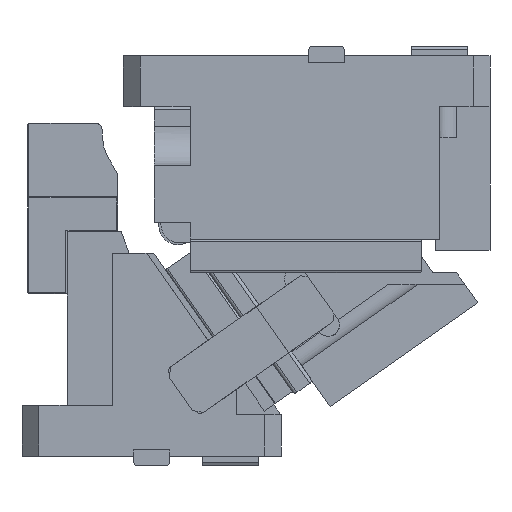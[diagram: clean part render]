
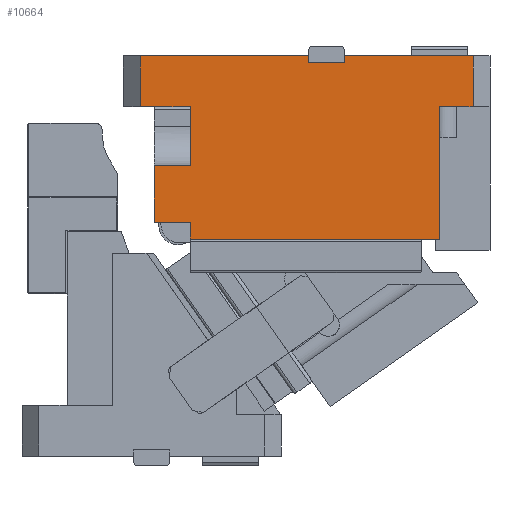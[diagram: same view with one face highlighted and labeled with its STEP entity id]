
A CAD part, front view. The second image highlights one B-rep face of the part: STEP entity #10664.
In plain terms, the highlighted planar face has unit normal (0, -1, 0).
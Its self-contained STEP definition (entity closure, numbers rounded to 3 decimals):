
#9210=CARTESIAN_POINT('Vertex',(149.256,-45.,207.508)) ;
#9213=CARTESIAN_POINT('Line Origine',(133.256,-45.,207.508)) ;
#9217=CARTESIAN_POINT('Vertex',(117.256,-45.,207.508)) ;
#10530=CARTESIAN_POINT('Vertex',(149.256,-45.,192.508)) ;
#10533=CARTESIAN_POINT('Line Origine',(149.256,-45.,200.008)) ;
#10545=CARTESIAN_POINT('Axis2P3D Location',(252.5,-45.,273.754)) ;
#10550=CARTESIAN_POINT('Line Origine',(400.,-45.,332.5)) ;
#10554=CARTESIAN_POINT('Vertex',(400.,-45.,355.)) ;
#10556=CARTESIAN_POINT('Vertex',(400.,-45.,310.)) ;
#10559=CARTESIAN_POINT('Line Origine',(343.,-45.,355.)) ;
#10563=CARTESIAN_POINT('Vertex',(286.,-45.,355.)) ;
#10566=CARTESIAN_POINT('Line Origine',(286.,-45.,352.25)) ;
#10570=CARTESIAN_POINT('Vertex',(286.,-45.,349.5)) ;
#10573=CARTESIAN_POINT('Line Origine',(270.,-45.,349.5)) ;
#10577=CARTESIAN_POINT('Vertex',(254.,-45.,349.5)) ;
#10580=CARTESIAN_POINT('Line Origine',(254.,-45.,352.25)) ;
#10584=CARTESIAN_POINT('Vertex',(254.,-45.,355.)) ;
#10587=CARTESIAN_POINT('Line Origine',(179.5,-45.,355.)) ;
#10591=CARTESIAN_POINT('Vertex',(105.,-45.,355.)) ;
#10594=CARTESIAN_POINT('Line Origine',(105.,-45.,332.5)) ;
#10598=CARTESIAN_POINT('Vertex',(105.,-45.,310.)) ;
#10601=CARTESIAN_POINT('Line Origine',(127.128,-45.,310.)) ;
#10605=CARTESIAN_POINT('Vertex',(149.256,-45.,310.)) ;
#10608=CARTESIAN_POINT('Line Origine',(149.256,-45.,283.754)) ;
#10612=CARTESIAN_POINT('Vertex',(149.256,-45.,257.508)) ;
#10615=CARTESIAN_POINT('Line Origine',(133.256,-45.,257.508)) ;
#10619=CARTESIAN_POINT('Vertex',(117.256,-45.,257.508)) ;
#10622=CARTESIAN_POINT('Line Origine',(117.256,-45.,232.508)) ;
#10627=CARTESIAN_POINT('Line Origine',(259.628,-45.,192.508)) ;
#10631=CARTESIAN_POINT('Vertex',(370.,-45.,192.508)) ;
#10634=CARTESIAN_POINT('Line Origine',(370.,-45.,251.254)) ;
#10638=CARTESIAN_POINT('Vertex',(370.,-45.,310.)) ;
#10641=CARTESIAN_POINT('Line Origine',(385.,-45.,310.)) ;
#9214=DIRECTION('Vector Direction',(1.,0.,0.)) ;
#10534=DIRECTION('Vector Direction',(0.,0.,-1.)) ;
#10546=DIRECTION('Axis2P3D Direction',(0.,1.,-0.)) ;
#10547=DIRECTION('Axis2P3D XDirection',(-1.,0.,0.)) ;
#10551=DIRECTION('Vector Direction',(0.,0.,1.)) ;
#10560=DIRECTION('Vector Direction',(-1.,0.,0.)) ;
#10567=DIRECTION('Vector Direction',(0.,0.,-1.)) ;
#10574=DIRECTION('Vector Direction',(1.,0.,0.)) ;
#10581=DIRECTION('Vector Direction',(0.,0.,1.)) ;
#10588=DIRECTION('Vector Direction',(-1.,0.,0.)) ;
#10595=DIRECTION('Vector Direction',(0.,0.,-1.)) ;
#10602=DIRECTION('Vector Direction',(-1.,0.,0.)) ;
#10609=DIRECTION('Vector Direction',(0.,0.,-1.)) ;
#10616=DIRECTION('Vector Direction',(1.,0.,0.)) ;
#10623=DIRECTION('Vector Direction',(0.,0.,-1.)) ;
#10628=DIRECTION('Vector Direction',(1.,0.,0.)) ;
#10635=DIRECTION('Vector Direction',(0.,0.,1.)) ;
#10642=DIRECTION('Vector Direction',(1.,0.,0.)) ;
#10548=AXIS2_PLACEMENT_3D('Plane Axis2P3D',#10545,#10546,#10547) ;
#10647=ORIENTED_EDGE('',*,*,#10558,.F.) ;
#10648=ORIENTED_EDGE('',*,*,#10565,.T.) ;
#10649=ORIENTED_EDGE('',*,*,#10572,.T.) ;
#10650=ORIENTED_EDGE('',*,*,#10579,.F.) ;
#10651=ORIENTED_EDGE('',*,*,#10586,.T.) ;
#10652=ORIENTED_EDGE('',*,*,#10593,.T.) ;
#10653=ORIENTED_EDGE('',*,*,#10600,.F.) ;
#10654=ORIENTED_EDGE('',*,*,#10607,.T.) ;
#10655=ORIENTED_EDGE('',*,*,#10614,.T.) ;
#10656=ORIENTED_EDGE('',*,*,#10621,.F.) ;
#10657=ORIENTED_EDGE('',*,*,#10626,.T.) ;
#10658=ORIENTED_EDGE('',*,*,#9219,.F.) ;
#10659=ORIENTED_EDGE('',*,*,#10537,.T.) ;
#10660=ORIENTED_EDGE('',*,*,#10633,.T.) ;
#10661=ORIENTED_EDGE('',*,*,#10640,.T.) ;
#10662=ORIENTED_EDGE('',*,*,#10645,.T.) ;
#9215=VECTOR('Line Direction',#9214,1.) ;
#10535=VECTOR('Line Direction',#10534,1.) ;
#10552=VECTOR('Line Direction',#10551,1.) ;
#10561=VECTOR('Line Direction',#10560,1.) ;
#10568=VECTOR('Line Direction',#10567,1.) ;
#10575=VECTOR('Line Direction',#10574,1.) ;
#10582=VECTOR('Line Direction',#10581,1.) ;
#10589=VECTOR('Line Direction',#10588,1.) ;
#10596=VECTOR('Line Direction',#10595,1.) ;
#10603=VECTOR('Line Direction',#10602,1.) ;
#10610=VECTOR('Line Direction',#10609,1.) ;
#10617=VECTOR('Line Direction',#10616,1.) ;
#10624=VECTOR('Line Direction',#10623,1.) ;
#10629=VECTOR('Line Direction',#10628,1.) ;
#10636=VECTOR('Line Direction',#10635,1.) ;
#10643=VECTOR('Line Direction',#10642,1.) ;
#10664=ADVANCED_FACE('CAM HOLDER',(#10663),#10549,.F.) ;
#9219=EDGE_CURVE('',#9211,#9218,#9216,.F.) ;
#10537=EDGE_CURVE('',#9211,#10531,#10536,.T.) ;
#10558=EDGE_CURVE('',#10555,#10557,#10553,.F.) ;
#10565=EDGE_CURVE('',#10555,#10564,#10562,.T.) ;
#10572=EDGE_CURVE('',#10564,#10571,#10569,.T.) ;
#10579=EDGE_CURVE('',#10578,#10571,#10576,.T.) ;
#10586=EDGE_CURVE('',#10578,#10585,#10583,.T.) ;
#10593=EDGE_CURVE('',#10585,#10592,#10590,.T.) ;
#10600=EDGE_CURVE('',#10599,#10592,#10597,.F.) ;
#10607=EDGE_CURVE('',#10599,#10606,#10604,.F.) ;
#10614=EDGE_CURVE('',#10606,#10613,#10611,.T.) ;
#10621=EDGE_CURVE('',#10620,#10613,#10618,.T.) ;
#10626=EDGE_CURVE('',#10620,#9218,#10625,.T.) ;
#10633=EDGE_CURVE('',#10531,#10632,#10630,.T.) ;
#10640=EDGE_CURVE('',#10632,#10639,#10637,.T.) ;
#10645=EDGE_CURVE('',#10639,#10557,#10644,.T.) ;
#10646=EDGE_LOOP('',(#10647,#10648,#10649,#10650,#10651,#10652,#10653,#10654,#10655,#10656,#10657,#10658,#10659,#10660,#10661,#10662)) ;
#10663=FACE_OUTER_BOUND('',#10646,.T.) ;
#9216=LINE('Line',#9213,#9215) ;
#10536=LINE('Line',#10533,#10535) ;
#10553=LINE('Line',#10550,#10552) ;
#10562=LINE('Line',#10559,#10561) ;
#10569=LINE('Line',#10566,#10568) ;
#10576=LINE('Line',#10573,#10575) ;
#10583=LINE('Line',#10580,#10582) ;
#10590=LINE('Line',#10587,#10589) ;
#10597=LINE('Line',#10594,#10596) ;
#10604=LINE('Line',#10601,#10603) ;
#10611=LINE('Line',#10608,#10610) ;
#10618=LINE('Line',#10615,#10617) ;
#10625=LINE('Line',#10622,#10624) ;
#10630=LINE('Line',#10627,#10629) ;
#10637=LINE('Line',#10634,#10636) ;
#10644=LINE('Line',#10641,#10643) ;
#10549=PLANE('Plane',#10548) ;
#9211=VERTEX_POINT('',#9210) ;
#9218=VERTEX_POINT('',#9217) ;
#10531=VERTEX_POINT('',#10530) ;
#10555=VERTEX_POINT('',#10554) ;
#10557=VERTEX_POINT('',#10556) ;
#10564=VERTEX_POINT('',#10563) ;
#10571=VERTEX_POINT('',#10570) ;
#10578=VERTEX_POINT('',#10577) ;
#10585=VERTEX_POINT('',#10584) ;
#10592=VERTEX_POINT('',#10591) ;
#10599=VERTEX_POINT('',#10598) ;
#10606=VERTEX_POINT('',#10605) ;
#10613=VERTEX_POINT('',#10612) ;
#10620=VERTEX_POINT('',#10619) ;
#10632=VERTEX_POINT('',#10631) ;
#10639=VERTEX_POINT('',#10638) ;
